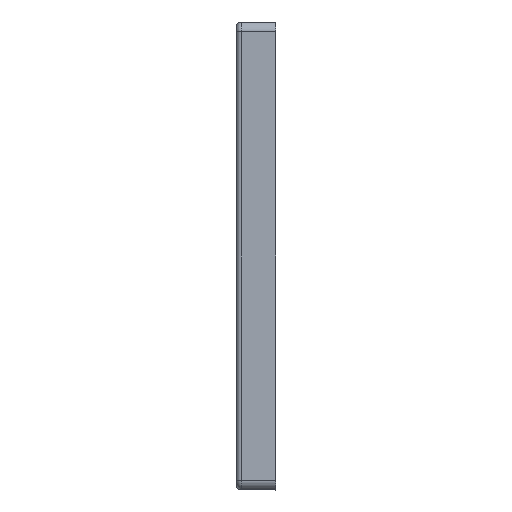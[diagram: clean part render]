
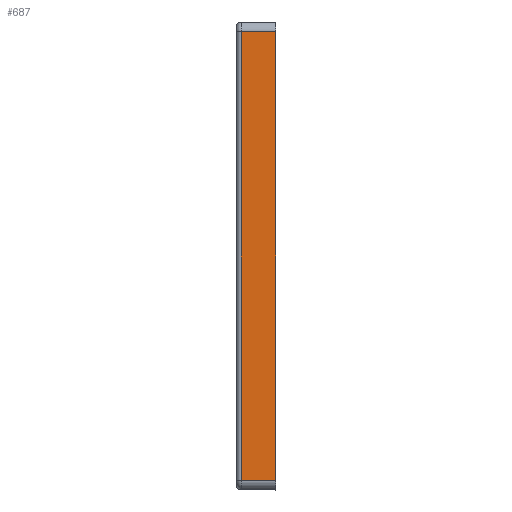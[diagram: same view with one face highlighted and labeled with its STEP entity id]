
A CAD part, left-side view. The second image highlights one B-rep face of the part: STEP entity #687.
In plain terms, the highlighted planar face has unit normal (-1, 0, 0).
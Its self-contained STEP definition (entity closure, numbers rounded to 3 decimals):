
#139=CARTESIAN_POINT('Vertex',(-112.5,0.,71.825)) ;
#144=CARTESIAN_POINT('Line Origine',(-112.5,0.,0.)) ;
#148=CARTESIAN_POINT('Vertex',(-112.5,0.,-71.825)) ;
#532=CARTESIAN_POINT('Line Origine',(-112.5,6.35,-71.825)) ;
#536=CARTESIAN_POINT('Vertex',(-112.5,11.113,-71.825)) ;
#664=CARTESIAN_POINT('Axis2P3D Location',(-112.5,15.,75.)) ;
#669=CARTESIAN_POINT('Line Origine',(-112.5,11.113,0.)) ;
#673=CARTESIAN_POINT('Vertex',(-112.5,11.113,71.825)) ;
#676=CARTESIAN_POINT('Line Origine',(-112.5,5.556,71.825)) ;
#145=DIRECTION('Vector Direction',(0.,0.,1.)) ;
#533=DIRECTION('Vector Direction',(0.,1.,0.)) ;
#665=DIRECTION('Axis2P3D Direction',(1.,0.,0.)) ;
#666=DIRECTION('Axis2P3D XDirection',(0.,0.,-0.75)) ;
#670=DIRECTION('Vector Direction',(0.,0.,1.)) ;
#677=DIRECTION('Vector Direction',(0.,1.,0.)) ;
#667=AXIS2_PLACEMENT_3D('Plane Axis2P3D',#664,#665,#666) ;
#682=ORIENTED_EDGE('',*,*,#675,.F.) ;
#683=ORIENTED_EDGE('',*,*,#538,.T.) ;
#684=ORIENTED_EDGE('',*,*,#150,.T.) ;
#685=ORIENTED_EDGE('',*,*,#680,.F.) ;
#146=VECTOR('Line Direction',#145,1.) ;
#534=VECTOR('Line Direction',#533,1.) ;
#671=VECTOR('Line Direction',#670,1.) ;
#678=VECTOR('Line Direction',#677,1.) ;
#687=ADVANCED_FACE('',(#686),#668,.F.) ;
#150=EDGE_CURVE('',#149,#140,#147,.T.) ;
#538=EDGE_CURVE('',#537,#149,#535,.F.) ;
#675=EDGE_CURVE('',#537,#674,#672,.T.) ;
#680=EDGE_CURVE('',#674,#140,#679,.F.) ;
#681=EDGE_LOOP('',(#682,#683,#684,#685)) ;
#686=FACE_OUTER_BOUND('',#681,.T.) ;
#147=LINE('Line',#144,#146) ;
#535=LINE('Line',#532,#534) ;
#672=LINE('Line',#669,#671) ;
#679=LINE('Line',#676,#678) ;
#668=PLANE('Plane',#667) ;
#140=VERTEX_POINT('',#139) ;
#149=VERTEX_POINT('',#148) ;
#537=VERTEX_POINT('',#536) ;
#674=VERTEX_POINT('',#673) ;
